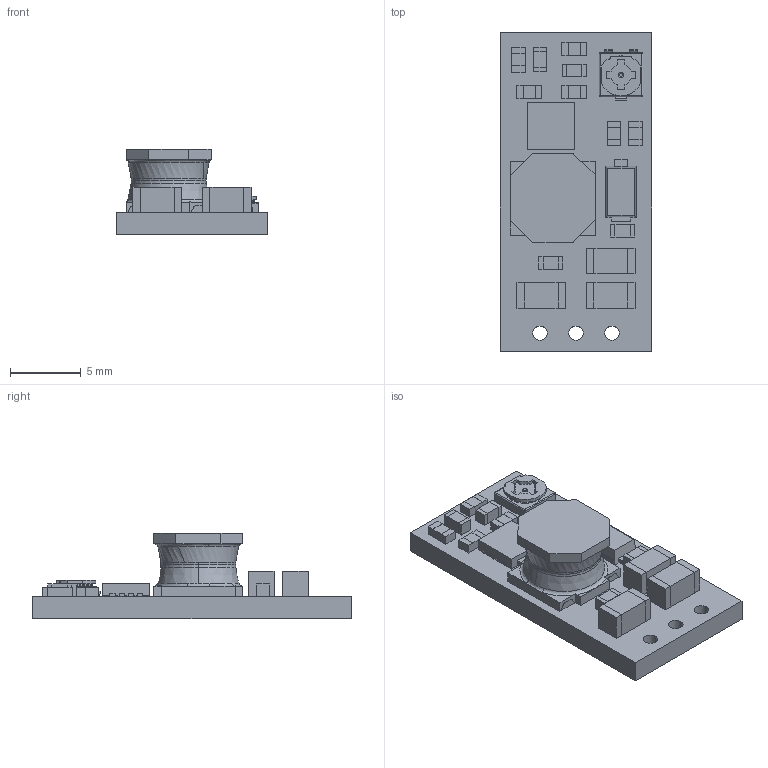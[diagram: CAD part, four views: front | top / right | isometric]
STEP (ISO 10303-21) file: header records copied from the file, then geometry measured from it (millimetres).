
FILE_DESCRIPTION (( 'STEP AP214' ), '1' );
FILE_NAME ('pololu-adjustable-boost-regulator.step', '2019-03-01T20:44:02', ( '' ), ( '' ), 'SwSTEP 2.0', 'SolidWorks 2016', '' );
FILE_SCHEMA (( 'AUTOMOTIVE_DESIGN' ));
Length unit declared in the file: millimetre
Products named in the file (1): pololu-adjustable-boost-regulator
Bounding box: 10.67 x 22.48 x 6.07 mm (x, y, z)
Volume: 568 mm3; surface area: 872 mm2
Topology: 1 solids, 1 shells, 767 faces, 2064 edges, 1348 vertices
Faces by surface type: plane 532, bspline 176, cylinder 39, torus 14, sphere 4, cone 2
Entity records: 38313 total; most frequent: CARTESIAN_POINT 11834, ORIENTED_EDGE 4120, DIRECTION 2966, EDGE_CURVE 2060, VECTOR 1526, LINE 1526, VERTEX_POINT 1348, EDGE_LOOP 838
